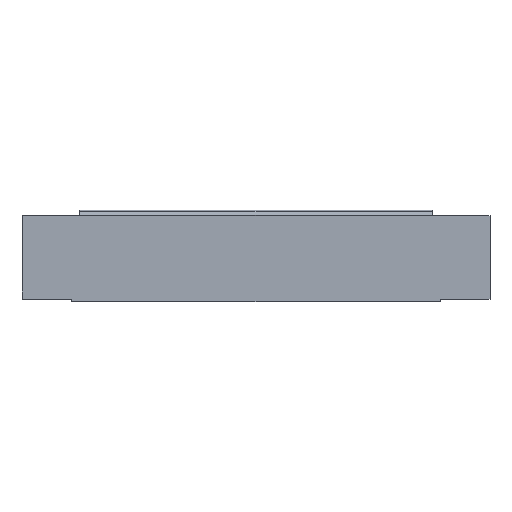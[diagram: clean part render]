
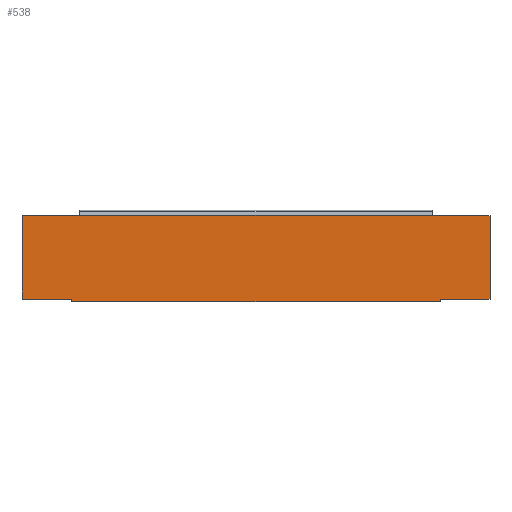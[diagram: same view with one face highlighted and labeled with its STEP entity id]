
A CAD part, top view. The second image highlights one B-rep face of the part: STEP entity #538.
In plain terms, the highlighted planar face has unit normal (0, 0, 1).
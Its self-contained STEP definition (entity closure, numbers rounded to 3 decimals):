
#7 = DIRECTION ( 'NONE',  ( 0., -1., 0. ) ) ;
#14 = VECTOR ( 'NONE', #371, 1000. ) ;
#17 = CARTESIAN_POINT ( 'NONE',  ( 186.768, 89., 1. ) ) ;
#18 = VERTEX_POINT ( 'NONE', #175 ) ;
#21 = DIRECTION ( 'NONE',  ( 0., 0., 1. ) ) ;
#32 = EDGE_CURVE ( 'NONE', #693, #558, #741, .T. ) ;
#33 = CIRCLE ( 'NONE', #516, 2. ) ;
#35 = DIRECTION ( 'NONE',  ( 1., 0., 0. ) ) ;
#40 = VECTOR ( 'NONE', #123, 1000. ) ;
#42 = LINE ( 'NONE', #413, #408 ) ;
#44 = ORIENTED_EDGE ( 'NONE', *, *, #416, .T. ) ;
#46 = CARTESIAN_POINT ( 'NONE',  ( 195., -1., 1. ) ) ;
#52 = AXIS2_PLACEMENT_3D ( 'NONE', #699, #284, #766 ) ;
#55 = VECTOR ( 'NONE', #776, 1000. ) ;
#70 = VERTEX_POINT ( 'NONE', #251 ) ;
#75 = EDGE_CURVE ( 'NONE', #290, #301, #33, .T. ) ;
#80 = CARTESIAN_POINT ( 'NONE',  ( -186.768, 89., 1. ) ) ;
#82 = CIRCLE ( 'NONE', #464, 1. ) ;
#92 = EDGE_LOOP ( 'NONE', ( #160, #226, #794, #227, #289, #597, #292, #543, #437, #170, #259, #869, #451, #695, #44, #168 ) ) ;
#96 = CARTESIAN_POINT ( 'NONE',  ( 247.5, 0., 1. ) ) ;
#112 = DIRECTION ( 'NONE',  ( 1., 0., 0. ) ) ;
#120 = LINE ( 'NONE', #837, #826 ) ;
#123 = DIRECTION ( 'NONE',  ( -1., 0., 0. ) ) ;
#128 = DIRECTION ( 'NONE',  ( 0., 1., 0. ) ) ;
#139 = CIRCLE ( 'NONE', #232, 1. ) ;
#149 = CARTESIAN_POINT ( 'NONE',  ( 247.5, 0., 1. ) ) ;
#160 = ORIENTED_EDGE ( 'NONE', *, *, #390, .T. ) ;
#168 = ORIENTED_EDGE ( 'NONE', *, *, #370, .F. ) ;
#170 = ORIENTED_EDGE ( 'NONE', *, *, #263, .T. ) ;
#175 = CARTESIAN_POINT ( 'NONE',  ( -247.5, 0., 1. ) ) ;
#217 = VERTEX_POINT ( 'NONE', #337 ) ;
#221 = DIRECTION ( 'NONE',  ( -1., 0., 0. ) ) ;
#226 = ORIENTED_EDGE ( 'NONE', *, *, #705, .T. ) ;
#227 = ORIENTED_EDGE ( 'NONE', *, *, #442, .T. ) ;
#228 = DIRECTION ( 'NONE',  ( 0., 0., 1. ) ) ;
#232 = AXIS2_PLACEMENT_3D ( 'NONE', #425, #21, #498 ) ;
#233 = LINE ( 'NONE', #578, #55 ) ;
#235 = PLANE ( 'NONE',  #834 ) ;
#247 = EDGE_CURVE ( 'NONE', #440, #361, #427, .T. ) ;
#251 = CARTESIAN_POINT ( 'NONE',  ( 247.5, 88., 1. ) ) ;
#259 = ORIENTED_EDGE ( 'NONE', *, *, #433, .T. ) ;
#263 = EDGE_CURVE ( 'NONE', #279, #217, #42, .T. ) ;
#277 = CIRCLE ( 'NONE', #282, 1. ) ;
#279 = VERTEX_POINT ( 'NONE', #627 ) ;
#282 = AXIS2_PLACEMENT_3D ( 'NONE', #773, #363, #841 ) ;
#284 = DIRECTION ( 'NONE',  ( 0., 0., -1. ) ) ;
#285 = CARTESIAN_POINT ( 'NONE',  ( -247.5, 0., 1. ) ) ;
#289 = ORIENTED_EDGE ( 'NONE', *, *, #75, .F. ) ;
#290 = VERTEX_POINT ( 'NONE', #344 ) ;
#291 = EDGE_CURVE ( 'NONE', #375, #290, #730, .T. ) ;
#292 = ORIENTED_EDGE ( 'NONE', *, *, #346, .F. ) ;
#298 = VECTOR ( 'NONE', #221, 1000. ) ;
#301 = VERTEX_POINT ( 'NONE', #80 ) ;
#312 = VERTEX_POINT ( 'NONE', #825 ) ;
#317 = VECTOR ( 'NONE', #357, 1000. ) ;
#323 = DIRECTION ( 'NONE',  ( 0., 0., 1. ) ) ;
#324 = EDGE_CURVE ( 'NONE', #643, #279, #527, .T. ) ;
#337 = CARTESIAN_POINT ( 'NONE',  ( -195., -2., 1. ) ) ;
#340 = DIRECTION ( 'NONE',  ( 0., 0., -1. ) ) ;
#344 = CARTESIAN_POINT ( 'NONE',  ( -188.5, 88., 1. ) ) ;
#346 = EDGE_CURVE ( 'NONE', #18, #375, #384, .T. ) ;
#351 = DIRECTION ( 'NONE',  ( 1., 0., 0. ) ) ;
#357 = DIRECTION ( 'NONE',  ( 0., 1., 0. ) ) ;
#361 = VERTEX_POINT ( 'NONE', #17 ) ;
#363 = DIRECTION ( 'NONE',  ( 0., 0., -1. ) ) ;
#368 = VERTEX_POINT ( 'NONE', #149 ) ;
#370 = EDGE_CURVE ( 'NONE', #368, #765, #486, .T. ) ;
#371 = DIRECTION ( 'NONE',  ( -1., 0., 0. ) ) ;
#373 = FACE_OUTER_BOUND ( 'NONE', #92, .T. ) ;
#375 = VERTEX_POINT ( 'NONE', #638 ) ;
#379 = EDGE_CURVE ( 'NONE', #558, #312, #139, .T. ) ;
#383 = VECTOR ( 'NONE', #128, 1000. ) ;
#384 = LINE ( 'NONE', #285, #317 ) ;
#386 = CARTESIAN_POINT ( 'NONE',  ( -196., 0., 1. ) ) ;
#390 = EDGE_CURVE ( 'NONE', #368, #70, #120, .T. ) ;
#397 = LINE ( 'NONE', #96, #14 ) ;
#408 = VECTOR ( 'NONE', #7, 1000. ) ;
#413 = CARTESIAN_POINT ( 'NONE',  ( -195., -1., 1. ) ) ;
#416 = EDGE_CURVE ( 'NONE', #642, #765, #277, .T. ) ;
#425 = CARTESIAN_POINT ( 'NONE',  ( 194., -2., 1. ) ) ;
#427 = CIRCLE ( 'NONE', #628, 2. ) ;
#433 = EDGE_CURVE ( 'NONE', #217, #693, #82, .T. ) ;
#437 = ORIENTED_EDGE ( 'NONE', *, *, #324, .T. ) ;
#440 = VERTEX_POINT ( 'NONE', #502 ) ;
#441 = DIRECTION ( 'NONE',  ( 0., 0., 1. ) ) ;
#442 = EDGE_CURVE ( 'NONE', #361, #301, #233, .T. ) ;
#451 = ORIENTED_EDGE ( 'NONE', *, *, #379, .T. ) ;
#464 = AXIS2_PLACEMENT_3D ( 'NONE', #646, #228, #713 ) ;
#486 = LINE ( 'NONE', #568, #298 ) ;
#493 = DIRECTION ( 'NONE',  ( 0., 1., 0. ) ) ;
#498 = DIRECTION ( 'NONE',  ( 1., 0., 0. ) ) ;
#502 = CARTESIAN_POINT ( 'NONE',  ( 188.5, 88., 1. ) ) ;
#509 = EDGE_CURVE ( 'NONE', #643, #18, #397, .T. ) ;
#516 = AXIS2_PLACEMENT_3D ( 'NONE', #736, #323, #805 ) ;
#527 = CIRCLE ( 'NONE', #52, 1. ) ;
#535 = CARTESIAN_POINT ( 'NONE',  ( -194., -3., 1. ) ) ;
#538 = ADVANCED_FACE ( 'NONE', ( #373 ), #235, .T. ) ;
#543 = ORIENTED_EDGE ( 'NONE', *, *, #509, .F. ) ;
#557 = VECTOR ( 'NONE', #351, 1000. ) ;
#558 = VERTEX_POINT ( 'NONE', #722 ) ;
#567 = VECTOR ( 'NONE', #112, 1000. ) ;
#568 = CARTESIAN_POINT ( 'NONE',  ( 247.5, 0., 1. ) ) ;
#578 = CARTESIAN_POINT ( 'NONE',  ( 247.5, 89., 1. ) ) ;
#597 = ORIENTED_EDGE ( 'NONE', *, *, #291, .F. ) ;
#601 = CARTESIAN_POINT ( 'NONE',  ( 188.5, 88., 1. ) ) ;
#613 = CARTESIAN_POINT ( 'NONE',  ( 195., -1., 1. ) ) ;
#627 = CARTESIAN_POINT ( 'NONE',  ( -195., -1., 1. ) ) ;
#628 = AXIS2_PLACEMENT_3D ( 'NONE', #752, #340, #821 ) ;
#638 = CARTESIAN_POINT ( 'NONE',  ( -247.5, 88., 1. ) ) ;
#642 = VERTEX_POINT ( 'NONE', #46 ) ;
#643 = VERTEX_POINT ( 'NONE', #386 ) ;
#646 = CARTESIAN_POINT ( 'NONE',  ( -194., -2., 1. ) ) ;
#653 = CARTESIAN_POINT ( 'NONE',  ( 247.5, 0., 1. ) ) ;
#655 = CARTESIAN_POINT ( 'NONE',  ( -194., -3., 1. ) ) ;
#656 = LINE ( 'NONE', #601, #40 ) ;
#693 = VERTEX_POINT ( 'NONE', #535 ) ;
#694 = CARTESIAN_POINT ( 'NONE',  ( -188.5, 88., 1. ) ) ;
#695 = ORIENTED_EDGE ( 'NONE', *, *, #753, .T. ) ;
#699 = CARTESIAN_POINT ( 'NONE',  ( -196., -1., 1. ) ) ;
#705 = EDGE_CURVE ( 'NONE', #70, #440, #656, .T. ) ;
#713 = DIRECTION ( 'NONE',  ( 1., 0., 0. ) ) ;
#722 = CARTESIAN_POINT ( 'NONE',  ( 194., -3., 1. ) ) ;
#728 = LINE ( 'NONE', #613, #383 ) ;
#730 = LINE ( 'NONE', #694, #557 ) ;
#736 = CARTESIAN_POINT ( 'NONE',  ( -188.5, 90., 1. ) ) ;
#741 = LINE ( 'NONE', #655, #567 ) ;
#746 = CARTESIAN_POINT ( 'NONE',  ( 196., 0., 1. ) ) ;
#752 = CARTESIAN_POINT ( 'NONE',  ( 188.5, 90., 1. ) ) ;
#753 = EDGE_CURVE ( 'NONE', #312, #642, #728, .T. ) ;
#765 = VERTEX_POINT ( 'NONE', #746 ) ;
#766 = DIRECTION ( 'NONE',  ( -1., 0., 0. ) ) ;
#773 = CARTESIAN_POINT ( 'NONE',  ( 196., -1., 1. ) ) ;
#776 = DIRECTION ( 'NONE',  ( -1., 0., 0. ) ) ;
#794 = ORIENTED_EDGE ( 'NONE', *, *, #247, .T. ) ;
#805 = DIRECTION ( 'NONE',  ( -1., 0., 0. ) ) ;
#821 = DIRECTION ( 'NONE',  ( 1., 0., 0. ) ) ;
#825 = CARTESIAN_POINT ( 'NONE',  ( 195., -2., 1. ) ) ;
#826 = VECTOR ( 'NONE', #493, 1000. ) ;
#834 = AXIS2_PLACEMENT_3D ( 'NONE', #653, #441, #35 ) ;
#837 = CARTESIAN_POINT ( 'NONE',  ( 247.5, 0., 1. ) ) ;
#841 = DIRECTION ( 'NONE',  ( 1., 0., 0. ) ) ;
#869 = ORIENTED_EDGE ( 'NONE', *, *, #32, .T. ) ;
